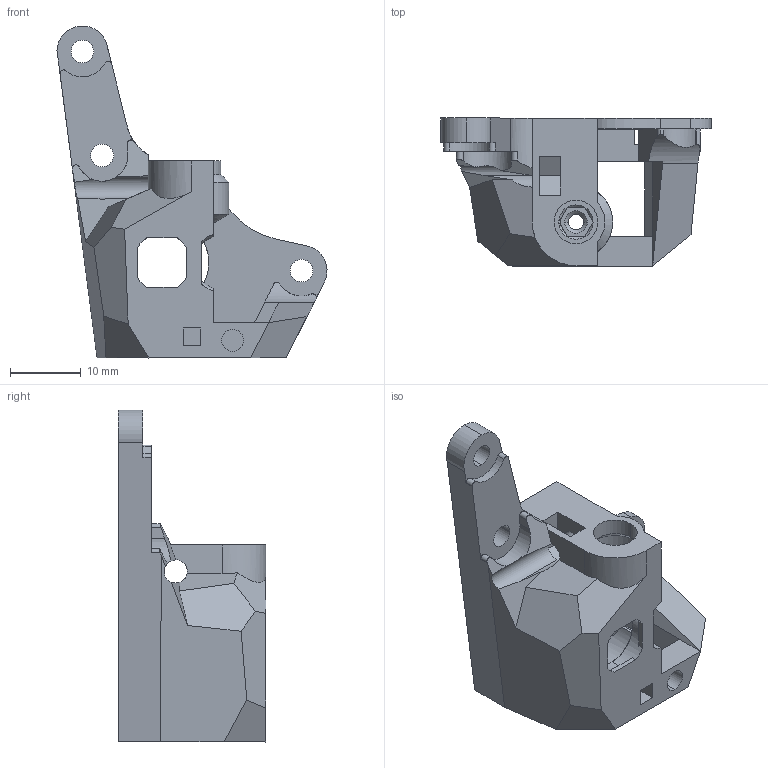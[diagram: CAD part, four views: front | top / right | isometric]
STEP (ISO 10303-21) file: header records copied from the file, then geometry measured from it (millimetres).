
FILE_DESCRIPTION (( 'STEP AP214' ), '1' );
FILE_NAME ('K3D minifeeder strong3.STEP', '2024-01-22T21:53:39', ( 'ALEX_45' ), ( '' ), 'SwSTEP 2.0', 'SolidWorks 2023', '' );
FILE_SCHEMA (( 'AUTOMOTIVE_DESIGN' ));
Length unit declared in the file: millimetre
Products named in the file (1): K3D minifeeder strong3
Bounding box: 38.24 x 20.9 x 47.01 mm (x, y, z)
Volume: 8329.3 mm3; surface area: 5398.3 mm2
Topology: 1 solids, 1 shells, 184 faces, 494 edges, 312 vertices
Faces by surface type: plane 87, cylinder 62, cone 31, torus 4
Entity records: 6050 total; most frequent: CARTESIAN_POINT 1439, ORIENTED_EDGE 988, DIRECTION 932, EDGE_CURVE 494, AXIS2_PLACEMENT_3D 328, VERTEX_POINT 312, LINE 276, VECTOR 276
